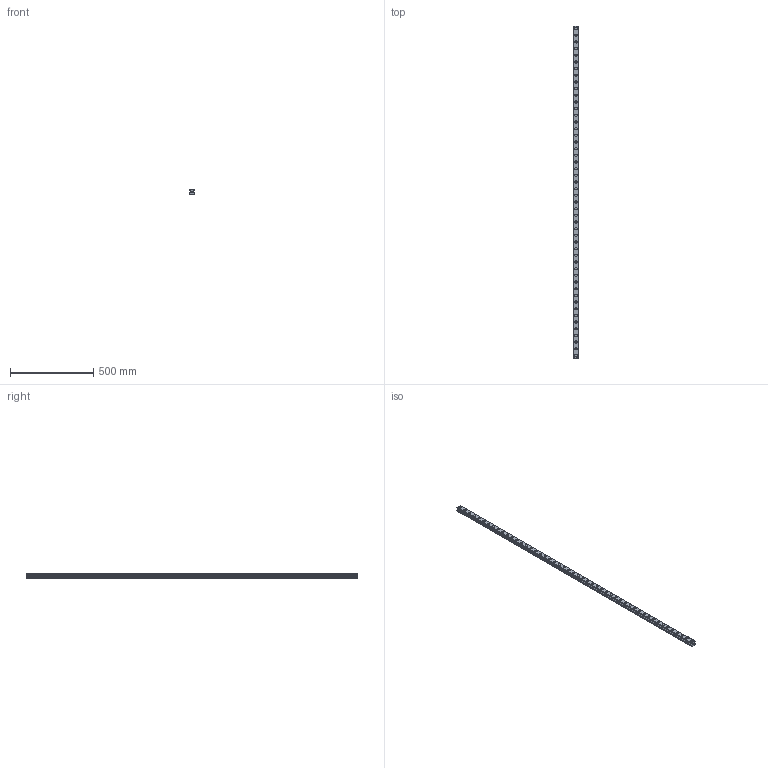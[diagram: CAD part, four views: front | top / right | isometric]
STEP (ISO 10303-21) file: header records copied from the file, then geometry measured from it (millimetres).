
FILE_DESCRIPTION(('STEP AP214'),'1');
FILE_NAME('cctmp_6932DDCD-60E0-4932-8E51-FEF4926243E2_2021_03_11_13_06_06_0240..stp','2021-03-11T12:06:06',('HIWIN GmbH'),('CADClick - www.CADClick.com'),'Spatial InterOp 3D',' ','unknown authorization');
FILE_SCHEMA(('AUTOMOTIVE_DESIGN'));
Length unit declared in the file: millimetre
Products named in the file (1): RGR30R1990H_FILE
Bounding box: 28 x 1990 x 28 mm (x, y, z)
Volume: 1141319.1 mm3; surface area: 295860.6 mm2
Topology: 1 solids, 1 shells, 565 faces, 1227 edges, 818 vertices
Faces by surface type: cylinder 318, plane 247
Entity records: 20241 total; most frequent: DIRECTION 2995, CARTESIAN_POINT 2611, ORIENTED_EDGE 2454, EDGE_CURVE 1227, AXIS2_PLACEMENT_3D 1202, VERTEX_POINT 818, EDGE_LOOP 719, CIRCLE 636
